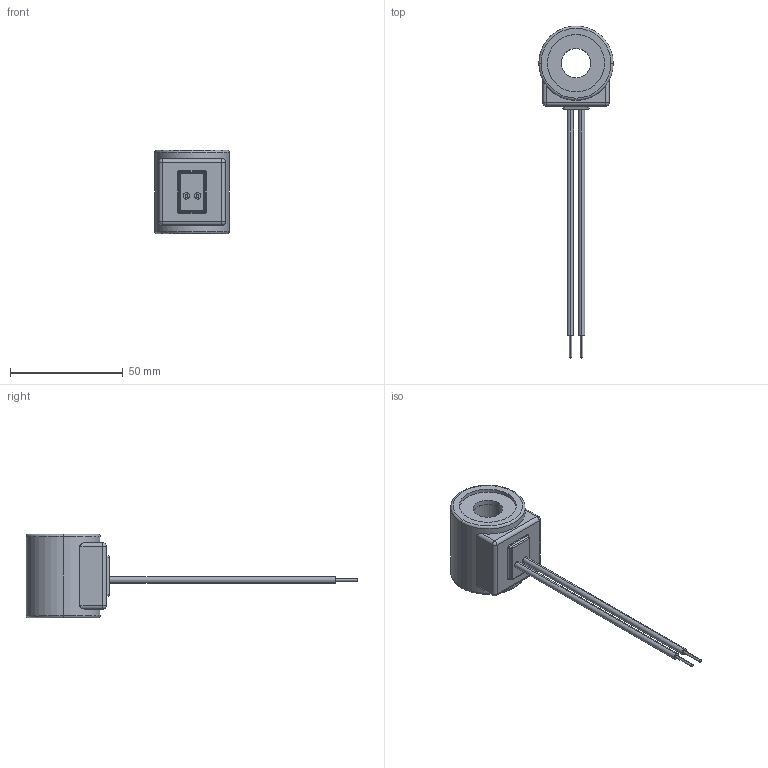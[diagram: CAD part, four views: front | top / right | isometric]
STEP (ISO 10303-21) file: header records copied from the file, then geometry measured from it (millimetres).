
FILE_DESCRIPTION (( 'STEP AP203' ), '1' );
FILE_NAME ('EC04H147C.STEP', '2021-05-07T00:23:12', ( '' ), ( '' ), 'SwSTEP 2.0', 'SolidWorks 2018', '' );
FILE_SCHEMA (( 'CONFIG_CONTROL_DESIGN' ));
Length unit declared in the file: millimetre
Products named in the file (1): EC04H147C
Bounding box: 33 x 147.2 x 37 mm (x, y, z)
Volume: 31060.5 mm3; surface area: 9444.8 mm2
Topology: 1 solids, 1 shells, 80 faces, 176 edges, 104 vertices
Faces by surface type: cylinder 40, plane 20, bspline 12, torus 4, sphere 4
Entity records: 2419 total; most frequent: CARTESIAN_POINT 661, DIRECTION 364, ORIENTED_EDGE 344, EDGE_CURVE 172, AXIS2_PLACEMENT_3D 151, VERTEX_POINT 104, EDGE_LOOP 92, CIRCLE 82
